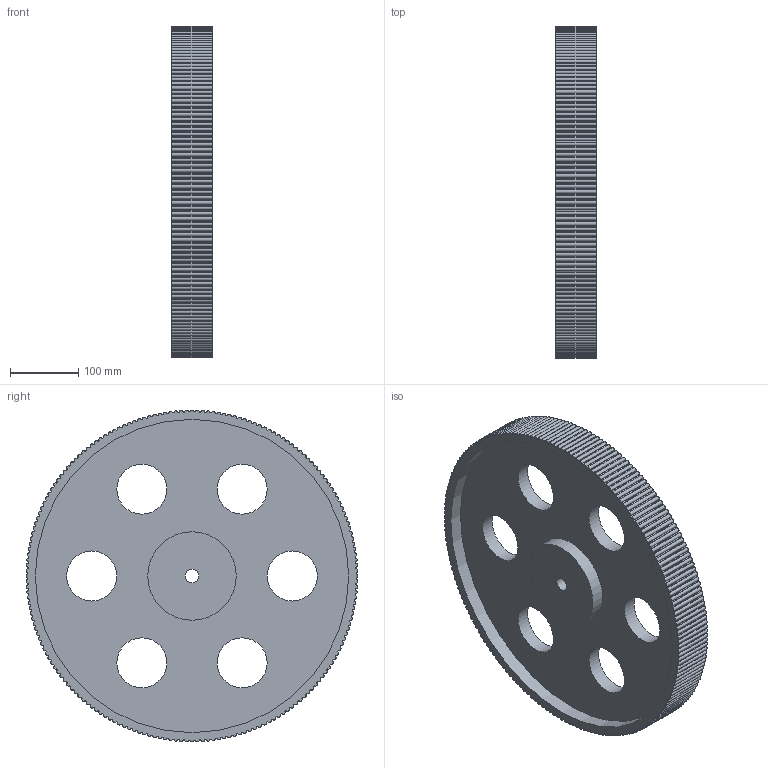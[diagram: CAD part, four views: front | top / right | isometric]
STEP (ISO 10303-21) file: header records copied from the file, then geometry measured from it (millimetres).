
FILE_DESCRIPTION( ( 'STEP AP214' ), '1' );
FILE_NAME( 'HTD-Zahnriemenscheibe_8M_192-8M-50_2_14.stp', ' ', ( ' ' ), ( ' ' ), 'PSStep 15.0.47', 'PARTsolutions', ' ' );
FILE_SCHEMA( ( 'AUTOMOTIVE_DESIGN { 1 0 10303 214 1 1 1 1 }' ) );
Length unit declared in the file: millimetre
Products named in the file (1): _HTD-Zahnriemenscheibe 8M 192-8M-50
Bounding box: 60 x 487.53 x 487.53 mm (x, y, z)
Volume: 4443120.7 mm3; surface area: 547266.5 mm2
Topology: 1 solids, 1 shells, 785 faces, 2337 edges, 1558 vertices
Faces by surface type: cylinder 779, plane 6
Full cylindrical faces by diameter (mm): 20 x1, 73.5 x6, 130 x2, 460 x2
Entity records: 33598 total; most frequent: DIRECTION 5456, CARTESIAN_POINT 4670, ORIENTED_EDGE 4652, AXIS2_PLACEMENT_3D 2344, EDGE_CURVE 2326, VERTEX_POINT 1558, CIRCLE 1558, EDGE_LOOP 814
